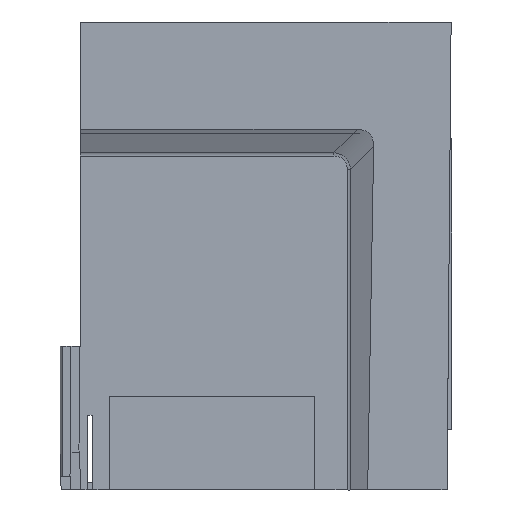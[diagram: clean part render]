
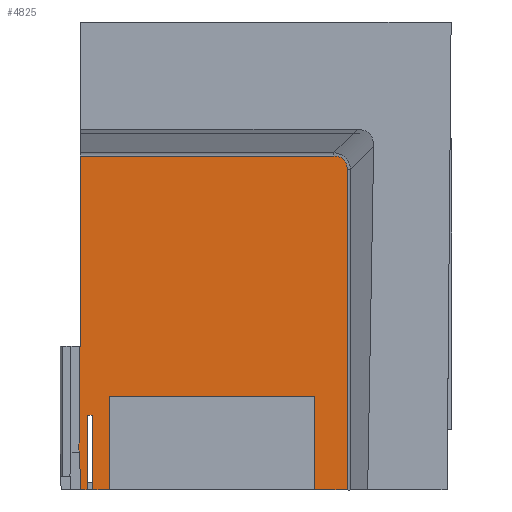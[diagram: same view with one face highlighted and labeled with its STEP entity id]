
A CAD part, left-side view. The second image highlights one B-rep face of the part: STEP entity #4825.
In plain terms, the highlighted planar face has unit normal (-1, 0, 0).
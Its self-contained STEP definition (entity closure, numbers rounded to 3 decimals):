
#4777=AXIS2_PLACEMENT_3D('Plane Axis2P3D',#4774,#4775,#4776) ;
#2355=CARTESIAN_POINT('Vertex',(-21.5,-71.729,85.959)) ;
#2358=CARTESIAN_POINT('Line Origine',(-21.5,-71.729,44.844)) ;
#2362=CARTESIAN_POINT('Vertex',(-21.5,-71.729,0.)) ;
#2377=CARTESIAN_POINT('Line Origine',(-21.5,-63.,12.5)) ;
#2381=CARTESIAN_POINT('Vertex',(-21.5,-63.,0.)) ;
#2383=CARTESIAN_POINT('Vertex',(-21.5,-63.,25.)) ;
#2443=CARTESIAN_POINT('Line Origine',(-21.5,-8.,12.5)) ;
#2447=CARTESIAN_POINT('Vertex',(-21.5,-8.,0.)) ;
#2449=CARTESIAN_POINT('Vertex',(-21.5,-8.,25.)) ;
#2473=CARTESIAN_POINT('Vertex',(-21.5,-3.412,20.)) ;
#2503=CARTESIAN_POINT('Vertex',(-21.5,-3.5,0.)) ;
#2506=CARTESIAN_POINT('Line Origine',(-21.5,-3.456,10.)) ;
#2551=CARTESIAN_POINT('Line Origine',(-21.5,-2.044,10.)) ;
#2555=CARTESIAN_POINT('Vertex',(-21.5,-2.,0.)) ;
#2557=CARTESIAN_POINT('Vertex',(-21.5,-2.087,20.)) ;
#2605=CARTESIAN_POINT('Vertex',(-21.5,-0.175,0.)) ;
#2608=CARTESIAN_POINT('Line Origine',(-21.5,-0.087,5.)) ;
#2612=CARTESIAN_POINT('Vertex',(-21.5,0.,10.)) ;
#2899=CARTESIAN_POINT('Vertex',(-21.5,0.,12.77)) ;
#2913=CARTESIAN_POINT('Vertex',(-21.5,0.3,12.25)) ;
#2916=CARTESIAN_POINT('Line Origine',(-21.5,0.15,12.51)) ;
#2963=CARTESIAN_POINT('Vertex',(-21.5,0.,10.23)) ;
#2966=CARTESIAN_POINT('Line Origine',(-21.5,0.15,10.49)) ;
#2970=CARTESIAN_POINT('Vertex',(-21.5,0.3,10.75)) ;
#3045=CARTESIAN_POINT('Vertex',(-21.5,-68.159,89.529)) ;
#3049=CARTESIAN_POINT('Control Point',(-21.5,-71.729,85.959)) ;
#3050=CARTESIAN_POINT('Control Point',(-21.5,-71.729,86.153)) ;
#3051=CARTESIAN_POINT('Control Point',(-21.5,-71.722,86.347)) ;
#3052=CARTESIAN_POINT('Control Point',(-21.5,-71.706,86.538)) ;
#3053=CARTESIAN_POINT('Control Point',(-21.5,-71.64,87.059)) ;
#3054=CARTESIAN_POINT('Control Point',(-21.5,-71.499,87.559)) ;
#3055=CARTESIAN_POINT('Control Point',(-21.5,-71.374,87.864)) ;
#3056=CARTESIAN_POINT('Control Point',(-21.5,-71.057,88.405)) ;
#3057=CARTESIAN_POINT('Control Point',(-21.5,-70.605,88.833)) ;
#3058=CARTESIAN_POINT('Control Point',(-21.5,-70.36,89.005)) ;
#3059=CARTESIAN_POINT('Control Point',(-21.5,-69.803,89.297)) ;
#3060=CARTESIAN_POINT('Control Point',(-21.5,-69.182,89.455)) ;
#3061=CARTESIAN_POINT('Control Point',(-21.5,-68.848,89.505)) ;
#3062=CARTESIAN_POINT('Control Point',(-21.5,-68.508,89.529)) ;
#3063=CARTESIAN_POINT('Control Point',(-21.5,-68.165,89.529)) ;
#3064=CARTESIAN_POINT('Control Point',(-21.5,-68.163,89.529)) ;
#3065=CARTESIAN_POINT('Control Point',(-21.5,-68.161,89.529)) ;
#3066=CARTESIAN_POINT('Control Point',(-21.5,-68.159,89.529)) ;
#3090=CARTESIAN_POINT('Line Origine',(-21.5,-2.75,20.)) ;
#3107=CARTESIAN_POINT('Line Origine',(-21.5,-35.5,25.)) ;
#3119=CARTESIAN_POINT('Line Origine',(-21.5,0.3,11.5)) ;
#3977=CARTESIAN_POINT('Line Origine',(-21.5,-67.365,0.)) ;
#3982=CARTESIAN_POINT('Line Origine',(-21.5,-5.75,0.)) ;
#3987=CARTESIAN_POINT('Line Origine',(-21.5,-1.087,0.)) ;
#4534=CARTESIAN_POINT('Vertex',(-21.5,-0.2,89.529)) ;
#4537=CARTESIAN_POINT('Line Origine',(-21.5,-37.222,89.529)) ;
#4774=CARTESIAN_POINT('Axis2P3D Location',(-21.5,0.,0.)) ;
#4779=CARTESIAN_POINT('Line Origine',(-21.5,0.,25.635)) ;
#4783=CARTESIAN_POINT('Vertex',(-21.5,0.,38.5)) ;
#4786=CARTESIAN_POINT('Line Origine',(-21.5,0.,10.115)) ;
#4791=CARTESIAN_POINT('Line Origine',(-21.5,-0.2,64.015)) ;
#4795=CARTESIAN_POINT('Vertex',(-21.5,-0.2,38.5)) ;
#4798=CARTESIAN_POINT('Line Origine',(-21.5,-0.1,38.5)) ;
#2359=DIRECTION('Vector Direction',(0.,0.,-1.)) ;
#2378=DIRECTION('Vector Direction',(0.,0.,1.)) ;
#2444=DIRECTION('Vector Direction',(0.,0.,1.)) ;
#2507=DIRECTION('Vector Direction',(0.,0.004,1.)) ;
#2552=DIRECTION('Vector Direction',(0.,-0.004,1.)) ;
#2609=DIRECTION('Vector Direction',(0.,0.017,1.)) ;
#2917=DIRECTION('Vector Direction',(0.,0.5,-0.866)) ;
#2967=DIRECTION('Vector Direction',(0.,-0.5,-0.866)) ;
#3091=DIRECTION('Vector Direction',(0.,1.,0.)) ;
#3108=DIRECTION('Vector Direction',(0.,-1.,0.)) ;
#3120=DIRECTION('Vector Direction',(0.,0.,-1.)) ;
#3978=DIRECTION('Vector Direction',(0.,-1.,0.)) ;
#3983=DIRECTION('Vector Direction',(0.,-1.,0.)) ;
#3988=DIRECTION('Vector Direction',(0.,-1.,0.)) ;
#4538=DIRECTION('Vector Direction',(0.,-1.,0.)) ;
#4775=DIRECTION('Axis2P3D Direction',(-1.,0.,0.)) ;
#4776=DIRECTION('Axis2P3D XDirection',(0.,-1.,0.)) ;
#4780=DIRECTION('Vector Direction',(0.,0.,1.)) ;
#4787=DIRECTION('Vector Direction',(0.,0.,1.)) ;
#4792=DIRECTION('Vector Direction',(0.,0.,-1.)) ;
#4799=DIRECTION('Vector Direction',(0.,-1.,0.)) ;
#2360=VECTOR('Line Direction',#2359,1.) ;
#2379=VECTOR('Line Direction',#2378,1.) ;
#2445=VECTOR('Line Direction',#2444,1.) ;
#2508=VECTOR('Line Direction',#2507,1.) ;
#2553=VECTOR('Line Direction',#2552,1.) ;
#2610=VECTOR('Line Direction',#2609,1.) ;
#2918=VECTOR('Line Direction',#2917,1.) ;
#2968=VECTOR('Line Direction',#2967,1.) ;
#3092=VECTOR('Line Direction',#3091,1.) ;
#3109=VECTOR('Line Direction',#3108,1.) ;
#3121=VECTOR('Line Direction',#3120,1.) ;
#3979=VECTOR('Line Direction',#3978,1.) ;
#3984=VECTOR('Line Direction',#3983,1.) ;
#3989=VECTOR('Line Direction',#3988,1.) ;
#4539=VECTOR('Line Direction',#4538,1.) ;
#4781=VECTOR('Line Direction',#4780,1.) ;
#4788=VECTOR('Line Direction',#4787,1.) ;
#4793=VECTOR('Line Direction',#4792,1.) ;
#4800=VECTOR('Line Direction',#4799,1.) ;
#4804=ORIENTED_EDGE('',*,*,#4785,.F.) ;
#4805=ORIENTED_EDGE('',*,*,#2920,.F.) ;
#4806=ORIENTED_EDGE('',*,*,#3123,.F.) ;
#4807=ORIENTED_EDGE('',*,*,#2972,.F.) ;
#4808=ORIENTED_EDGE('',*,*,#4790,.F.) ;
#4809=ORIENTED_EDGE('',*,*,#2614,.F.) ;
#4810=ORIENTED_EDGE('',*,*,#3991,.T.) ;
#4811=ORIENTED_EDGE('',*,*,#2559,.T.) ;
#4812=ORIENTED_EDGE('',*,*,#3094,.F.) ;
#4813=ORIENTED_EDGE('',*,*,#2510,.F.) ;
#4814=ORIENTED_EDGE('',*,*,#3986,.T.) ;
#4815=ORIENTED_EDGE('',*,*,#2451,.T.) ;
#4816=ORIENTED_EDGE('',*,*,#3111,.T.) ;
#4817=ORIENTED_EDGE('',*,*,#2385,.F.) ;
#4818=ORIENTED_EDGE('',*,*,#3981,.T.) ;
#4819=ORIENTED_EDGE('',*,*,#2364,.F.) ;
#4820=ORIENTED_EDGE('',*,*,#3067,.F.) ;
#4821=ORIENTED_EDGE('',*,*,#4541,.F.) ;
#4822=ORIENTED_EDGE('',*,*,#4797,.T.) ;
#4823=ORIENTED_EDGE('',*,*,#4802,.F.) ;
#4825=ADVANCED_FACE('Hauptkoerper nicht benutzen',(#4824),#4778,.T.) ;
#3048=B_SPLINE_CURVE_WITH_KNOTS('',5,(#3049,#3050,#3051,#3052,#3053,#3054,#3055,#3056,#3057,#3058,#3059,#3060,#3061,#3062,#3063,#3064,#3065,#3066),.UNSPECIFIED.,.F.,.U.,(6,3,3,3,3,6),(73.888,75.361,77.93,80.302,82.894,82.908),.UNSPECIFIED.) ;
#2364=EDGE_CURVE('',#2356,#2363,#2361,.T.) ;
#2385=EDGE_CURVE('',#2382,#2384,#2380,.T.) ;
#2451=EDGE_CURVE('',#2448,#2450,#2446,.T.) ;
#2510=EDGE_CURVE('',#2504,#2474,#2509,.T.) ;
#2559=EDGE_CURVE('',#2556,#2558,#2554,.T.) ;
#2614=EDGE_CURVE('',#2606,#2613,#2611,.T.) ;
#2920=EDGE_CURVE('',#2914,#2900,#2919,.F.) ;
#2972=EDGE_CURVE('',#2964,#2971,#2969,.F.) ;
#3067=EDGE_CURVE('',#3046,#2356,#3048,.F.) ;
#3094=EDGE_CURVE('',#2474,#2558,#3093,.T.) ;
#3111=EDGE_CURVE('',#2450,#2384,#3110,.T.) ;
#3123=EDGE_CURVE('',#2971,#2914,#3122,.F.) ;
#3981=EDGE_CURVE('',#2382,#2363,#3980,.T.) ;
#3986=EDGE_CURVE('',#2504,#2448,#3985,.T.) ;
#3991=EDGE_CURVE('',#2606,#2556,#3990,.T.) ;
#4541=EDGE_CURVE('',#4535,#3046,#4540,.T.) ;
#4785=EDGE_CURVE('',#2900,#4784,#4782,.T.) ;
#4790=EDGE_CURVE('',#2613,#2964,#4789,.T.) ;
#4797=EDGE_CURVE('',#4535,#4796,#4794,.T.) ;
#4802=EDGE_CURVE('',#4784,#4796,#4801,.T.) ;
#4803=EDGE_LOOP('',(#4804,#4805,#4806,#4807,#4808,#4809,#4810,#4811,#4812,#4813,#4814,#4815,#4816,#4817,#4818,#4819,#4820,#4821,#4822,#4823)) ;
#4824=FACE_OUTER_BOUND('',#4803,.T.) ;
#2361=LINE('Line',#2358,#2360) ;
#2380=LINE('Line',#2377,#2379) ;
#2446=LINE('Line',#2443,#2445) ;
#2509=LINE('Line',#2506,#2508) ;
#2554=LINE('Line',#2551,#2553) ;
#2611=LINE('Line',#2608,#2610) ;
#2919=LINE('Line',#2916,#2918) ;
#2969=LINE('Line',#2966,#2968) ;
#3093=LINE('Line',#3090,#3092) ;
#3110=LINE('Line',#3107,#3109) ;
#3122=LINE('Line',#3119,#3121) ;
#3980=LINE('Line',#3977,#3979) ;
#3985=LINE('Line',#3982,#3984) ;
#3990=LINE('Line',#3987,#3989) ;
#4540=LINE('Line',#4537,#4539) ;
#4782=LINE('Line',#4779,#4781) ;
#4789=LINE('Line',#4786,#4788) ;
#4794=LINE('Line',#4791,#4793) ;
#4801=LINE('Line',#4798,#4800) ;
#4778=PLANE('Plane',#4777) ;
#2356=VERTEX_POINT('',#2355) ;
#2363=VERTEX_POINT('',#2362) ;
#2382=VERTEX_POINT('',#2381) ;
#2384=VERTEX_POINT('',#2383) ;
#2448=VERTEX_POINT('',#2447) ;
#2450=VERTEX_POINT('',#2449) ;
#2474=VERTEX_POINT('',#2473) ;
#2504=VERTEX_POINT('',#2503) ;
#2556=VERTEX_POINT('',#2555) ;
#2558=VERTEX_POINT('',#2557) ;
#2606=VERTEX_POINT('',#2605) ;
#2613=VERTEX_POINT('',#2612) ;
#2900=VERTEX_POINT('',#2899) ;
#2914=VERTEX_POINT('',#2913) ;
#2964=VERTEX_POINT('',#2963) ;
#2971=VERTEX_POINT('',#2970) ;
#3046=VERTEX_POINT('',#3045) ;
#4535=VERTEX_POINT('',#4534) ;
#4784=VERTEX_POINT('',#4783) ;
#4796=VERTEX_POINT('',#4795) ;
